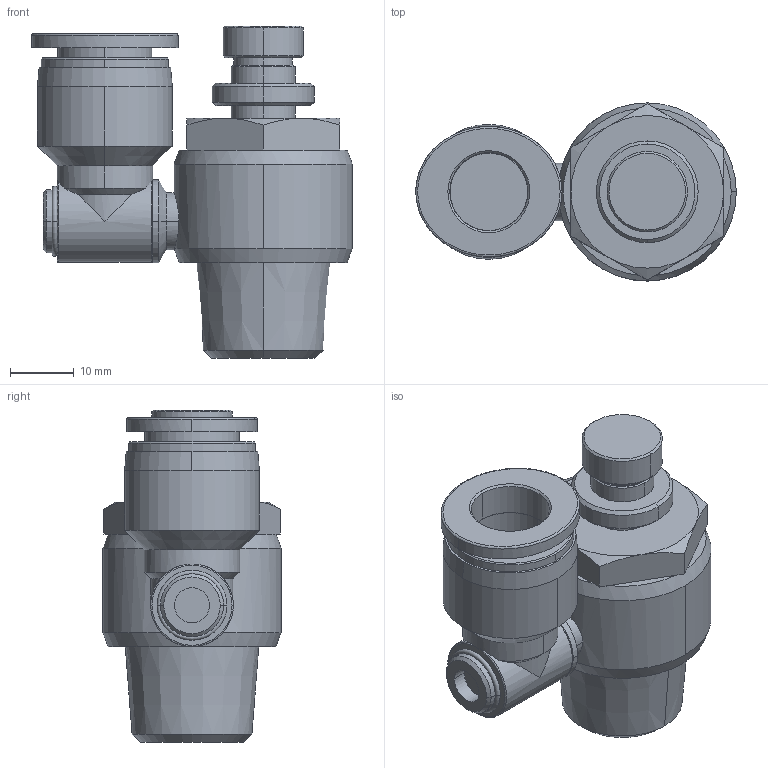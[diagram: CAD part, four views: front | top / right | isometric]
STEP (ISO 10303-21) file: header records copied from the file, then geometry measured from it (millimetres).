
FILE_DESCRIPTION((''),'2;1');
FILE_NAME('NSS 1204.stp','2017-07-22T11:46:25',(''),(''),'Mechanical Desktop 2009','Mechanical Desktop 2009',', , ');
FILE_SCHEMA(('CONFIG_CONTROL_DESIGN'));
Length unit declared in the file: millimetre
Products named in the file (2): NSS 1204; PART1
Assembly tree (1 placements, depth 2):
  NSS 1204
    PART1
Bounding box: 50.4 x 28 x 52.2 mm (x, y, z)
Volume: 26647.3 mm3; surface area: 8987.7 mm2
Topology: 1 solids, 2 shells, 134 faces, 290 edges, 171 vertices
Faces by surface type: cylinder 44, plane 41, cone 40, torus 6, bspline 3
Entity records: 4065 total; most frequent: CARTESIAN_POINT 986, DIRECTION 686, ORIENTED_EDGE 582, AXIS2_PLACEMENT_3D 293, EDGE_CURVE 291, VERTEX_POINT 171, CIRCLE 154, EDGE_LOOP 150
